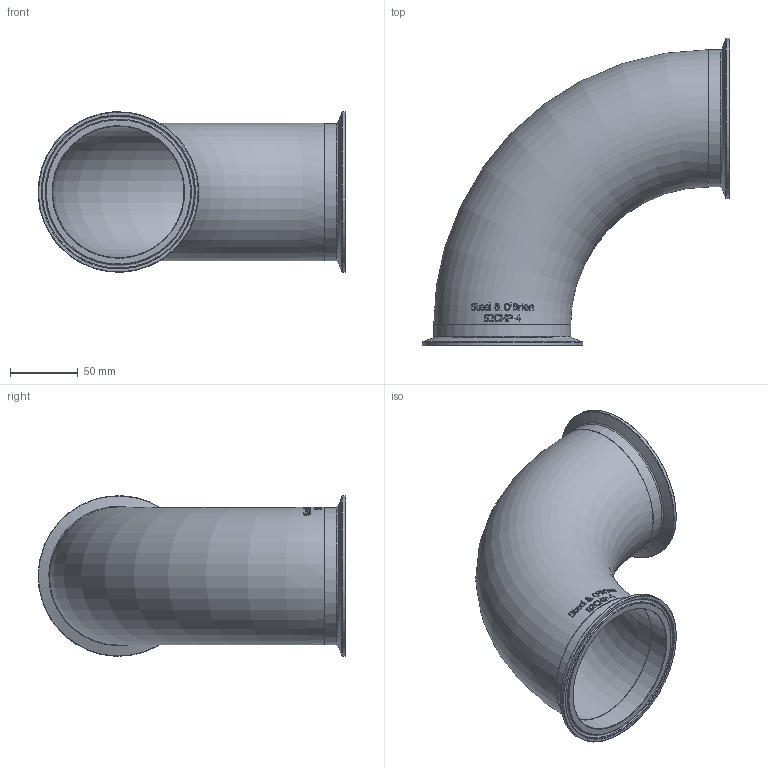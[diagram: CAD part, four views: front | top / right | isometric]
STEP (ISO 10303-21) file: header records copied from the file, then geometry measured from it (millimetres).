
FILE_DESCRIPTION(/* description */ (''),/* implementation_level */ '2;1');
FILE_NAME(/* name */ 'S2CMP-4.stp',/* time_stamp */ '2018-11-27T13:09:40-05:00',/* author */ ('ken'),/* organization */ (''),/* preprocessor_version */ 'ST-DEVELOPER v15.2',/* originating_system */ 'Autodesk Inventor 2014',/* authorisation */ '');
FILE_SCHEMA (('AUTOMOTIVE_DESIGN { 1 0 10303 214 3 1 1 }'));
Length unit declared in the file: inch
Products named in the file (1): S2CMP-4
Bounding box: 227.64 x 227.7 x 118.86 mm (x, y, z)
Volume: 202404.8 mm3; surface area: 183041.3 mm2
Topology: 1 solids, 1 shells, 374 faces, 981 edges, 646 vertices
Faces by surface type: bspline 170, plane 141, torus 51, cylinder 6, cone 6
Full cylindrical faces by diameter (mm): 97.384 x2, 101.6 x2, 118.923 x2
Entity records: 14391 total; most frequent: CARTESIAN_POINT 6878, ORIENTED_EDGE 1898, EDGE_CURVE 949, DIRECTION 793, VERTEX_POINT 646, B_SPLINE_CURVE_WITH_KNOTS 606, EDGE_LOOP 445, ADVANCED_FACE 374
